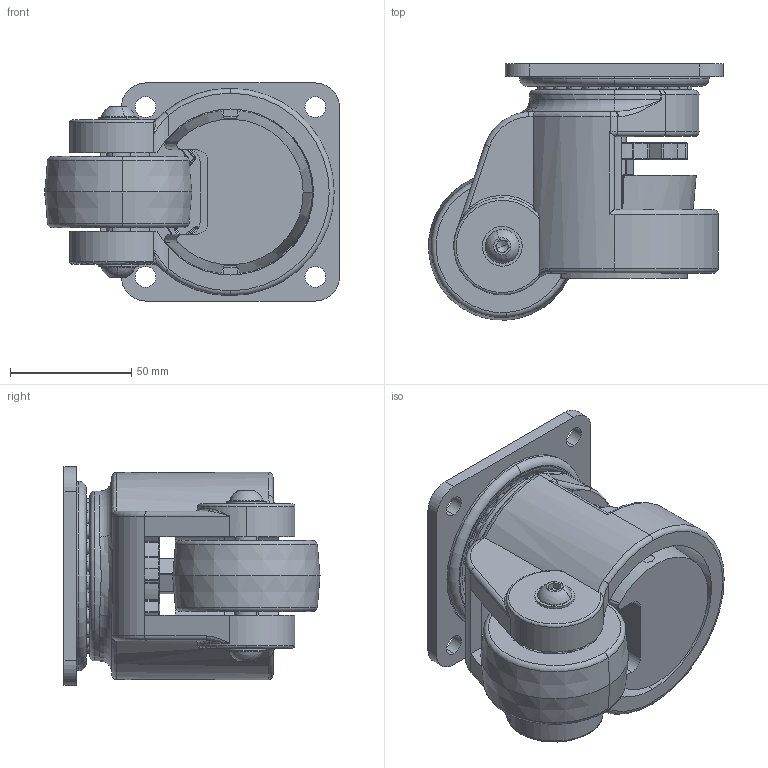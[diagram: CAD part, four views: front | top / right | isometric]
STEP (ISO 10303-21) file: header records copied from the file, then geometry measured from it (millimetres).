
FILE_DESCRIPTION (( 'STEP AP214' ), '1' );
FILE_NAME ('Ñáîðêà1.STEP', '2024-05-30T06:36:47', ( '' ), ( '' ), 'SwSTEP 2.0', 'SolidWorks 2022', '' );
FILE_SCHEMA (( 'AUTOMOTIVE_DESIGN' ));
Length unit declared in the file: millimetre
Products named in the file (12): Сборка1; A695 Втулка_00; A695 Ножка_00; A695 Основание_00; A695 Регулировка опоры_00; A695 Самоустанавливающееся колесо с тормозом Ø63 с платформой_2; A695 Колесо_00; A695 Винт M8x16_00; A695 Подшипник_00; A695 Крепление ножки_00; A695 Поворотная площадка_00; A695 Шайба_00
Assembly tree (37 placements, depth 3):
  Сборка1
    A695 Самоустанавливающееся колесо с тормозом Ø63 с платформой_2
      A695 Основание_00
      A695 Крепление ножки_00
      A695 Ножка_00
      A695 Колесо_00
      A695 Поворотная площадка_00
      A695 Регулировка опоры_00
      A695 Подшипник_00  x25
      A695 Винт M8x16_00  x2
      A695 Шайба_00  x2
      A695 Втулка_00
Bounding box: 121.57 x 105.57 x 89.9 mm (x, y, z)
Volume: 425693 mm3; surface area: 124965.4 mm2
Topology: 38 solids, 38 shells, 947 faces, 2373 edges, 1425 vertices
Faces by surface type: cylinder 345, plane 246, torus 199, sphere 130, cone 16, bspline 11
Entity records: 27656 total; most frequent: CARTESIAN_POINT 6272, DIRECTION 4841, ORIENTED_EDGE 4132, EDGE_CURVE 2066, AXIS2_PLACEMENT_3D 2015, VERTEX_POINT 1242, CIRCLE 1119, EDGE_LOOP 910
